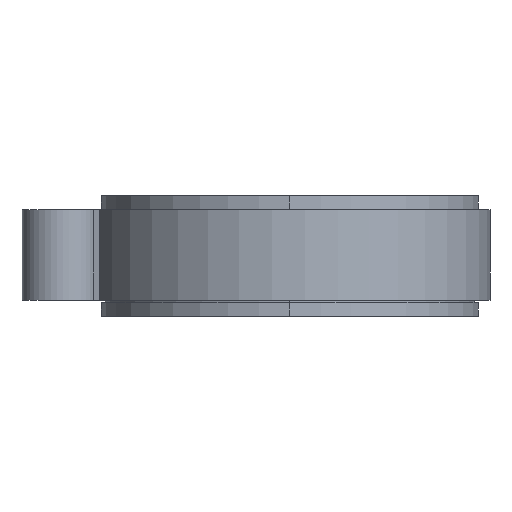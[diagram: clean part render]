
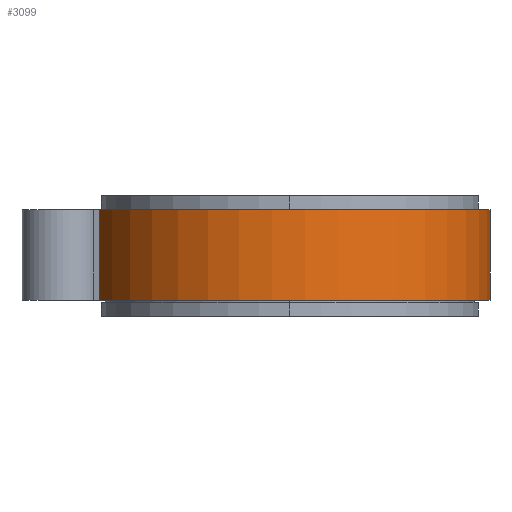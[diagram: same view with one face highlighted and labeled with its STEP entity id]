
A CAD part, front view. The second image highlights one B-rep face of the part: STEP entity #3099.
In plain terms, the highlighted cylindrical face has radius 26.5 mm (diameter 53 mm), a partial arc.
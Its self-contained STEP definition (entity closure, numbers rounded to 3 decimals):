
#163 = AXIS2_PLACEMENT_3D ( 'NONE', #3283, #1463, #3584 ) ;
#464 = CARTESIAN_POINT ( 'NONE',  ( 0., 0., -5.85 ) ) ;
#476 = DIRECTION ( 'NONE',  ( 1., 0., 0. ) ) ;
#524 = CARTESIAN_POINT ( 'NONE',  ( 0., 0., -5.85 ) ) ;
#532 = DIRECTION ( 'NONE',  ( 0., 0., -1. ) ) ;
#764 = EDGE_CURVE ( 'NONE', #1643, #3634, #3067, .T. ) ;
#845 = ORIENTED_EDGE ( 'NONE', *, *, #764, .T. ) ;
#848 = DIRECTION ( 'NONE',  ( 1., 0., 0. ) ) ;
#867 = CIRCLE ( 'NONE', #163, 26.5 ) ;
#1017 = VECTOR ( 'NONE', #532, 1000. ) ;
#1156 = AXIS2_PLACEMENT_3D ( 'NONE', #524, #2658, #848 ) ;
#1463 = DIRECTION ( 'NONE',  ( 0., 0., 1. ) ) ;
#1500 = EDGE_CURVE ( 'NONE', #3409, #3161, #867, .T. ) ;
#1571 = VECTOR ( 'NONE', #3143, 1000. ) ;
#1643 = VERTEX_POINT ( 'NONE', #3057 ) ;
#1799 = LINE ( 'NONE', #3244, #1017 ) ;
#1928 = CARTESIAN_POINT ( 'NONE',  ( 26.5, 0., -5.85 ) ) ;
#2262 = CARTESIAN_POINT ( 'NONE',  ( 26.5, 0., -5.85 ) ) ;
#2390 = FACE_OUTER_BOUND ( 'NONE', #3415, .T. ) ;
#2451 = ORIENTED_EDGE ( 'NONE', *, *, #3727, .T. ) ;
#2477 = AXIS2_PLACEMENT_3D ( 'NONE', #464, #2889, #476 ) ;
#2658 = DIRECTION ( 'NONE',  ( 0., 0., 1. ) ) ;
#2761 = ORIENTED_EDGE ( 'NONE', *, *, #1500, .F. ) ;
#2889 = DIRECTION ( 'NONE',  ( 0., 0., 1. ) ) ;
#2992 = EDGE_CURVE ( 'NONE', #3634, #3161, #3175, .T. ) ;
#3057 = CARTESIAN_POINT ( 'NONE',  ( -25.174, -8.277, -5.85 ) ) ;
#3067 = CIRCLE ( 'NONE', #1156, 26.5 ) ;
#3099 = ADVANCED_FACE ( 'NONE', ( #2390 ), #3614, .T. ) ;
#3143 = DIRECTION ( 'NONE',  ( 0., 0., 1. ) ) ;
#3161 = VERTEX_POINT ( 'NONE', #3568 ) ;
#3175 = LINE ( 'NONE', #1928, #1571 ) ;
#3244 = CARTESIAN_POINT ( 'NONE',  ( -25.174, -8.277, -5.85 ) ) ;
#3283 = CARTESIAN_POINT ( 'NONE',  ( 0., 0., 6.15 ) ) ;
#3409 = VERTEX_POINT ( 'NONE', #3676 ) ;
#3415 = EDGE_LOOP ( 'NONE', ( #845, #3812, #2761, #2451 ) ) ;
#3568 = CARTESIAN_POINT ( 'NONE',  ( 26.5, 0., 6.15 ) ) ;
#3584 = DIRECTION ( 'NONE',  ( 1., 0., 0. ) ) ;
#3614 = CYLINDRICAL_SURFACE ( 'NONE', #2477, 26.5 ) ;
#3634 = VERTEX_POINT ( 'NONE', #2262 ) ;
#3676 = CARTESIAN_POINT ( 'NONE',  ( -25.174, -8.277, 6.15 ) ) ;
#3727 = EDGE_CURVE ( 'NONE', #3409, #1643, #1799, .T. ) ;
#3812 = ORIENTED_EDGE ( 'NONE', *, *, #2992, .T. ) ;
